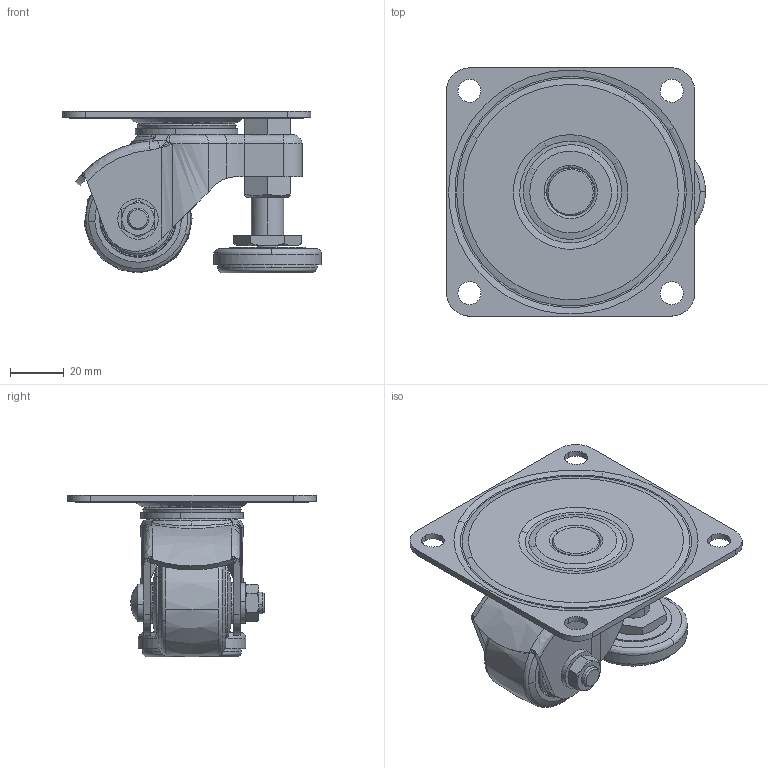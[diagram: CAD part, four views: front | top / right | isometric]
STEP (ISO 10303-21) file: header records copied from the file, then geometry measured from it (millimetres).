
FILE_DESCRIPTION((''),'2;1');
FILE_NAME('','2005-12-16T11:41:46',(''),(''),'','CADfix','');
FILE_SCHEMA(('AUTOMOTIVE_DESIGN'));
Length unit declared in the file: millimetre
Products named in the file (7): wheel; mounting plate; main shaft; foot; body; axle; No_102HB2A_F_PA_17426_36
Assembly tree (6 placements, depth 2):
  No_102HB2A_F_PA_17426_36
    wheel
    mounting plate
    main shaft
    foot
    body
    axle
Bounding box: 96 x 92 x 60 mm (x, y, z)
Volume: 97455.3 mm3; surface area: 48647.5 mm2
Topology: 6 solids, 6 shells, 361 faces, 1082 edges, 755 vertices
Faces by surface type: bspline 361
Entity records: 15961 total; most frequent: CARTESIAN_POINT 10007, ORIENTED_EDGE 2160, EDGE_CURVE 1080, VERTEX_POINT 755, EDGE_LOOP 405, FACE_OUTER_BOUND 361, ADVANCED_FACE 361, QUASI_UNIFORM_CURVE 338
